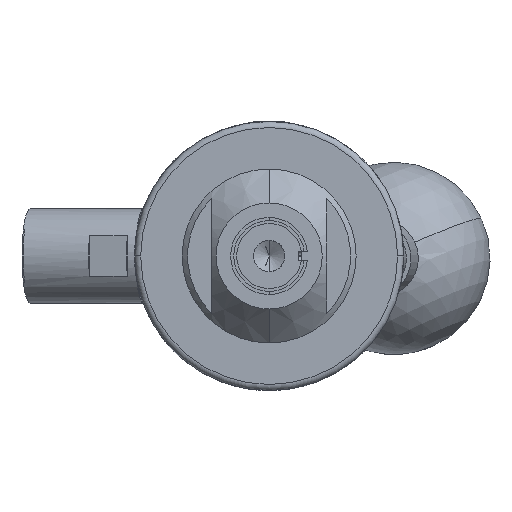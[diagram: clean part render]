
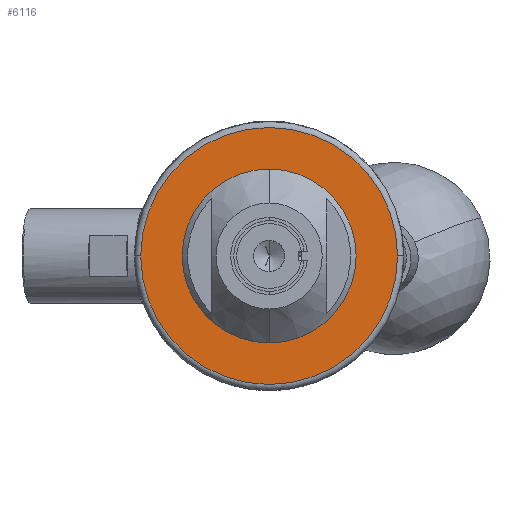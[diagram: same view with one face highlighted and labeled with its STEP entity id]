
A CAD part, left-side view. The second image highlights one B-rep face of the part: STEP entity #6116.
In plain terms, the highlighted planar face has unit normal (-1, 0, 0).
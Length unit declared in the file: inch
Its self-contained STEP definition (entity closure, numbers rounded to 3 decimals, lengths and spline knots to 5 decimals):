
#84 = FACE_OUTER_BOUND ( 'NONE', #4577, .T. ) ;
#1778 = DIRECTION ( 'NONE',  ( -1., 0., 0. ) ) ;
#2186 = DIRECTION ( 'NONE',  ( -1., 0., 0. ) ) ;
#2385 = CIRCLE ( 'NONE', #4394, 0.835 ) ;
#2438 = VERTEX_POINT ( 'NONE', #3840 ) ;
#2663 = EDGE_CURVE ( 'NONE', #2438, #6070, #6289, .T. ) ;
#3750 = ORIENTED_EDGE ( 'NONE', *, *, #9822, .T. ) ;
#3840 = CARTESIAN_POINT ( 'NONE',  ( -3.921, 0., -0.27344 ) ) ;
#4394 = AXIS2_PLACEMENT_3D ( 'NONE', #14044, #7971, #5654 ) ;
#4577 = EDGE_LOOP ( 'NONE', ( #11496, #3750 ) ) ;
#5227 = DIRECTION ( 'NONE',  ( 0., 0., -1. ) ) ;
#5285 = AXIS2_PLACEMENT_3D ( 'NONE', #14822, #1778, #14899 ) ;
#5654 = DIRECTION ( 'NONE',  ( 0., -1., 0. ) ) ;
#5784 = CARTESIAN_POINT ( 'NONE',  ( -3.921, 0., 0. ) ) ;
#5956 = DIRECTION ( 'NONE',  ( 1., 0., 0. ) ) ;
#6070 = VERTEX_POINT ( 'NONE', #12864 ) ;
#6116 = ADVANCED_FACE ( 'NONE', ( #7071, #84 ), #11913, .F. ) ;
#6289 = CIRCLE ( 'NONE', #10816, 0.27344 ) ;
#7041 = CIRCLE ( 'NONE', #5285, 0.835 ) ;
#7071 = FACE_BOUND ( 'NONE', #11774, .T. ) ;
#7245 = VERTEX_POINT ( 'NONE', #11660 ) ;
#7971 = DIRECTION ( 'NONE',  ( -1., 0., 0. ) ) ;
#8507 = CARTESIAN_POINT ( 'NONE',  ( -3.921, -0.875, 0. ) ) ;
#8653 = CARTESIAN_POINT ( 'NONE',  ( -3.921, -0.835, 0. ) ) ;
#8832 = ORIENTED_EDGE ( 'NONE', *, *, #13781, .F. ) ;
#9028 = DIRECTION ( 'NONE',  ( 0., 0., -1. ) ) ;
#9135 = AXIS2_PLACEMENT_3D ( 'NONE', #13454, #13371, #5227 ) ;
#9536 = ORIENTED_EDGE ( 'NONE', *, *, #2663, .F. ) ;
#9822 = EDGE_CURVE ( 'NONE', #7245, #14416, #2385, .T. ) ;
#10716 = AXIS2_PLACEMENT_3D ( 'NONE', #8507, #5956, #10980 ) ;
#10816 = AXIS2_PLACEMENT_3D ( 'NONE', #5784, #2186, #9028 ) ;
#10980 = DIRECTION ( 'NONE',  ( 0., -1., 0. ) ) ;
#11496 = ORIENTED_EDGE ( 'NONE', *, *, #15102, .T. ) ;
#11660 = CARTESIAN_POINT ( 'NONE',  ( -3.921, 0.835, 0. ) ) ;
#11774 = EDGE_LOOP ( 'NONE', ( #9536, #8832 ) ) ;
#11913 = PLANE ( 'NONE',  #10716 ) ;
#12864 = CARTESIAN_POINT ( 'NONE',  ( -3.921, 0., 0.27344 ) ) ;
#13371 = DIRECTION ( 'NONE',  ( -1., 0., 0. ) ) ;
#13454 = CARTESIAN_POINT ( 'NONE',  ( -3.921, 0., 0. ) ) ;
#13781 = EDGE_CURVE ( 'NONE', #6070, #2438, #14636, .T. ) ;
#14044 = CARTESIAN_POINT ( 'NONE',  ( -3.921, 0., 0. ) ) ;
#14416 = VERTEX_POINT ( 'NONE', #8653 ) ;
#14636 = CIRCLE ( 'NONE', #9135, 0.27344 ) ;
#14822 = CARTESIAN_POINT ( 'NONE',  ( -3.921, 0., 0. ) ) ;
#14899 = DIRECTION ( 'NONE',  ( 0., -1., 0. ) ) ;
#15102 = EDGE_CURVE ( 'NONE', #14416, #7245, #7041, .T. ) ;
